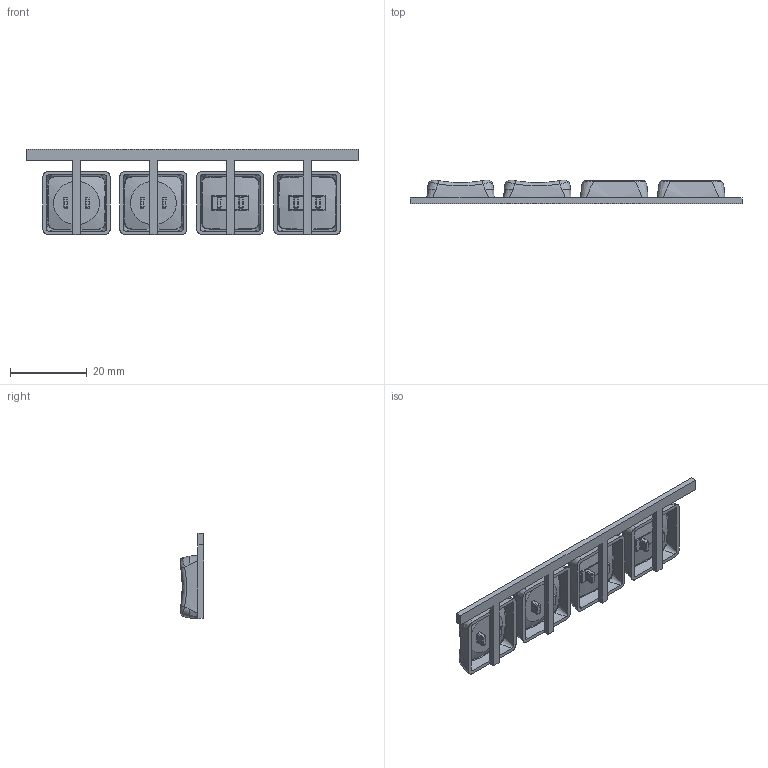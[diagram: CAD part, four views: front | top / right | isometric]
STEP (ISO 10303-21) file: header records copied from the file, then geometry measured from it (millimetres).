
FILE_DESCRIPTION(/* description */ (''),/* implementation_level */ '2;1');
FILE_NAME(/* name */ 'cs-homing-scoops-sprue.step',/* time_stamp */ '2022-11-01T13:44:05+02:00',/* author */ (''),/* organization */ (''),/* preprocessor_version */ 'ST-DEVELOPER v19.2',/* originating_system */ 'Autodesk Translation Framework v11.17.0.187',/* authorisation */ '');
FILE_SCHEMA (('AUTOMOTIVE_DESIGN { 1 0 10303 214 3 1 1 }'));
Length unit declared in the file: millimetre
Products named in the file (1): cs-homing-scoops-sprue
Bounding box: 86.36 x 6.12 x 22.16 mm (x, y, z)
Volume: 2621.5 mm3; surface area: 5218.8 mm2
Topology: 1 solids, 1 shells, 588 faces, 1564 edges, 978 vertices
Faces by surface type: plane 402, bspline 186
Entity records: 23792 total; most frequent: CARTESIAN_POINT 10571, ORIENTED_EDGE 3120, DIRECTION 2082, EDGE_CURVE 1560, LINE 1056, VECTOR 1056, VERTEX_POINT 978, EDGE_LOOP 600
